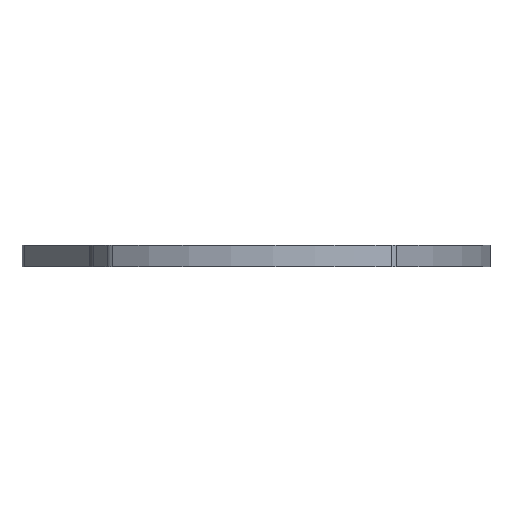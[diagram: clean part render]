
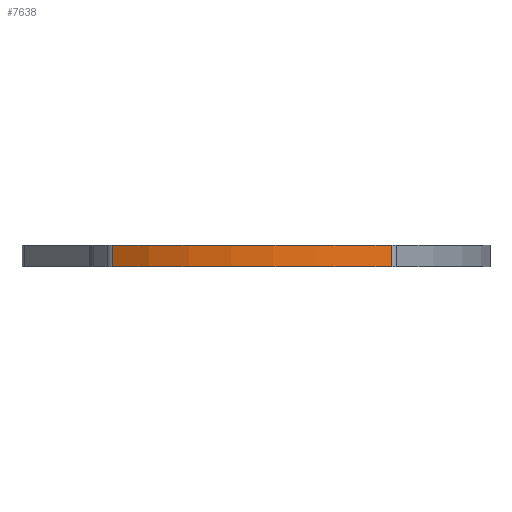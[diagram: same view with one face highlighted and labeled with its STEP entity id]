
A CAD part, front view. The second image highlights one B-rep face of the part: STEP entity #7638.
In plain terms, the highlighted cylindrical face has radius 76.2 mm (diameter 152.4 mm), a partial arc.
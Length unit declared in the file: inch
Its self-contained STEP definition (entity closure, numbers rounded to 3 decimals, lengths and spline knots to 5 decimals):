
#199 = DIRECTION ( 'NONE',  ( 0., 0., -1. ) ) ;
#358 = CARTESIAN_POINT ( 'NONE',  ( -1.65982, -0.92915, 0.25 ) ) ;
#603 = CARTESIAN_POINT ( 'NONE',  ( -1.65982, -0.92915, 0. ) ) ;
#641 = VERTEX_POINT ( 'NONE', #5730 ) ;
#793 = CARTESIAN_POINT ( 'NONE',  ( 0., 1.56985, 0. ) ) ;
#1462 = DIRECTION ( 'NONE',  ( 1., 0., 0. ) ) ;
#1649 = ORIENTED_EDGE ( 'NONE', *, *, #1658, .F. ) ;
#1658 = EDGE_CURVE ( 'NONE', #6802, #5791, #7426, .T. ) ;
#1766 = EDGE_CURVE ( 'NONE', #6802, #7261, #7248, .T. ) ;
#2041 = CARTESIAN_POINT ( 'NONE',  ( 1.65982, -0.92915, 0.25 ) ) ;
#2083 = DIRECTION ( 'NONE',  ( 1., 0., 0. ) ) ;
#2093 = DIRECTION ( 'NONE',  ( 0., 0., 1. ) ) ;
#2109 = CARTESIAN_POINT ( 'NONE',  ( 0., 1.56985, 0.25 ) ) ;
#3482 = AXIS2_PLACEMENT_3D ( 'NONE', #2109, #2093, #2083 ) ;
#3629 = EDGE_LOOP ( 'NONE', ( #6895, #4430, #1649, #6333 ) ) ;
#3862 = CARTESIAN_POINT ( 'NONE',  ( 0., 1.56985, 0.25 ) ) ;
#4336 = LINE ( 'NONE', #4712, #4342 ) ;
#4342 = VECTOR ( 'NONE', #4713, 39.37008 ) ;
#4430 = ORIENTED_EDGE ( 'NONE', *, *, #4581, .F. ) ;
#4581 = EDGE_CURVE ( 'NONE', #5791, #641, #4336, .T. ) ;
#4712 = CARTESIAN_POINT ( 'NONE',  ( 1.65982, -0.92915, 0.25 ) ) ;
#4713 = DIRECTION ( 'NONE',  ( 0., 0., -1. ) ) ;
#5300 = DIRECTION ( 'NONE',  ( 0., 0., -1. ) ) ;
#5489 = DIRECTION ( 'NONE',  ( 0., 0., 1. ) ) ;
#5730 = CARTESIAN_POINT ( 'NONE',  ( 1.65982, -0.92915, 0. ) ) ;
#5791 = VERTEX_POINT ( 'NONE', #2041 ) ;
#5984 = CIRCLE ( 'NONE', #8279, 3. ) ;
#6152 = CYLINDRICAL_SURFACE ( 'NONE', #8678, 3. ) ;
#6243 = FACE_OUTER_BOUND ( 'NONE', #3629, .T. ) ;
#6333 = ORIENTED_EDGE ( 'NONE', *, *, #1766, .T. ) ;
#6802 = VERTEX_POINT ( 'NONE', #8164 ) ;
#6895 = ORIENTED_EDGE ( 'NONE', *, *, #7761, .T. ) ;
#7237 = VECTOR ( 'NONE', #199, 39.37008 ) ;
#7248 = LINE ( 'NONE', #358, #7237 ) ;
#7261 = VERTEX_POINT ( 'NONE', #603 ) ;
#7426 = CIRCLE ( 'NONE', #3482, 3. ) ;
#7638 = ADVANCED_FACE ( 'NONE', ( #6243 ), #6152, .T. ) ;
#7761 = EDGE_CURVE ( 'NONE', #7261, #641, #5984, .T. ) ;
#8146 = DIRECTION ( 'NONE',  ( -1., 0., 0. ) ) ;
#8164 = CARTESIAN_POINT ( 'NONE',  ( -1.65982, -0.92915, 0.25 ) ) ;
#8279 = AXIS2_PLACEMENT_3D ( 'NONE', #793, #5489, #1462 ) ;
#8678 = AXIS2_PLACEMENT_3D ( 'NONE', #3862, #5300, #8146 ) ;
